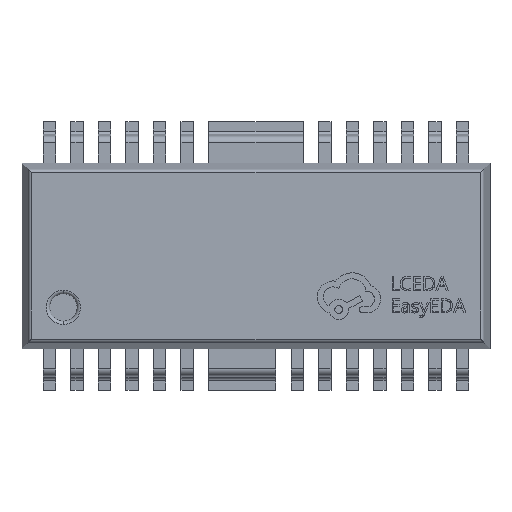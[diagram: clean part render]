
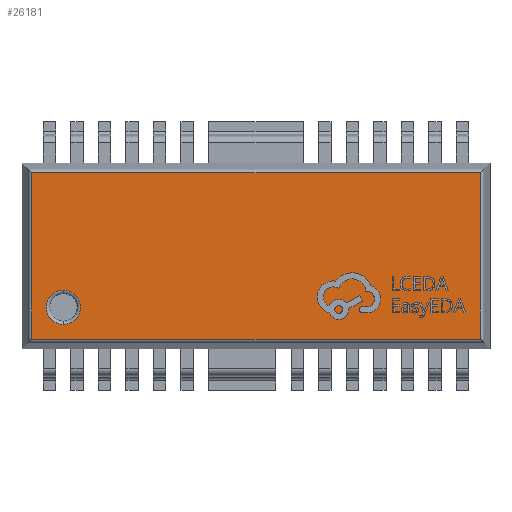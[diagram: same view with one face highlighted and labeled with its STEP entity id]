
A CAD part, top view. The second image highlights one B-rep face of the part: STEP entity #26181.
In plain terms, the highlighted planar face has unit normal (0, 0, 1).
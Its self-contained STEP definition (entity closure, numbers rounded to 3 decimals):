
#592 = AXIS2_PLACEMENT_3D ( 'NONE', #29044, #18620, #31146 ) ;
#1334 = CARTESIAN_POINT ( 'NONE',  ( 6.517, 0., 2. ) ) ;
#1420 = CIRCLE ( 'NONE', #27362, 0.5 ) ;
#2350 = CARTESIAN_POINT ( 'NONE',  ( 0., 2.417, 2. ) ) ;
#2935 = VERTEX_POINT ( 'NONE', #11108 ) ;
#3454 = DIRECTION ( 'NONE',  ( 0., 0., -1. ) ) ;
#3792 = ORIENTED_EDGE ( 'NONE', *, *, #22242, .T. ) ;
#4585 = VERTEX_POINT ( 'NONE', #19310 ) ;
#4841 = VERTEX_POINT ( 'NONE', #22201 ) ;
#5686 = VECTOR ( 'NONE', #6360, 1000. ) ;
#6174 = ORIENTED_EDGE ( 'NONE', *, *, #23913, .T. ) ;
#6360 = DIRECTION ( 'NONE',  ( 0., 1., 0. ) ) ;
#7940 = CARTESIAN_POINT ( 'NONE',  ( -5.598, -1.998, 2. ) ) ;
#8696 = CARTESIAN_POINT ( 'NONE',  ( -5.598, -0.998, 2. ) ) ;
#9371 = CARTESIAN_POINT ( 'NONE',  ( -6.517, -2.417, 2. ) ) ;
#9608 = VECTOR ( 'NONE', #11727, 1000. ) ;
#10272 = EDGE_CURVE ( 'NONE', #10423, #19172, #1420, .T. ) ;
#10423 = VERTEX_POINT ( 'NONE', #7940 ) ;
#11108 = CARTESIAN_POINT ( 'NONE',  ( 6.517, 2.417, 2. ) ) ;
#11226 = LINE ( 'NONE', #1334, #5686 ) ;
#11423 = LINE ( 'NONE', #21300, #26377 ) ;
#11727 = DIRECTION ( 'NONE',  ( 0., -1., 0. ) ) ;
#13367 = DIRECTION ( 'NONE',  ( 1., 0., 0. ) ) ;
#13920 = VERTEX_POINT ( 'NONE', #9371 ) ;
#14314 = CARTESIAN_POINT ( 'NONE',  ( -6.517, -2.498, 2. ) ) ;
#15059 = EDGE_CURVE ( 'NONE', #13920, #4841, #11423, .T. ) ;
#15062 = CARTESIAN_POINT ( 'NONE',  ( -5.598, -1.498, 2. ) ) ;
#15980 = DIRECTION ( 'NONE',  ( 0., 1., 0. ) ) ;
#17407 = LINE ( 'NONE', #2350, #19903 ) ;
#18113 = EDGE_LOOP ( 'NONE', ( #19334, #19441 ) ) ;
#18163 = ORIENTED_EDGE ( 'NONE', *, *, #15059, .T. ) ;
#18383 = CARTESIAN_POINT ( 'NONE',  ( 0., 0., 2. ) ) ;
#18620 = DIRECTION ( 'NONE',  ( 0., 0., -1. ) ) ;
#19172 = VERTEX_POINT ( 'NONE', #8696 ) ;
#19310 = CARTESIAN_POINT ( 'NONE',  ( -6.517, 2.417, 2. ) ) ;
#19334 = ORIENTED_EDGE ( 'NONE', *, *, #29930, .T. ) ;
#19441 = ORIENTED_EDGE ( 'NONE', *, *, #10272, .T. ) ;
#19576 = EDGE_CURVE ( 'NONE', #4841, #2935, #11226, .T. ) ;
#19903 = VECTOR ( 'NONE', #30085, 1000. ) ;
#20494 = FACE_OUTER_BOUND ( 'NONE', #25027, .T. ) ;
#20717 = DIRECTION ( 'NONE',  ( 0., 1., 0. ) ) ;
#21156 = AXIS2_PLACEMENT_3D ( 'NONE', #18383, #3454, #15980 ) ;
#21300 = CARTESIAN_POINT ( 'NONE',  ( 6.598, -2.417, 2. ) ) ;
#21649 = ORIENTED_EDGE ( 'NONE', *, *, #19576, .T. ) ;
#22201 = CARTESIAN_POINT ( 'NONE',  ( 6.517, -2.417, 2. ) ) ;
#22242 = EDGE_CURVE ( 'NONE', #2935, #4585, #17407, .T. ) ;
#23466 = LINE ( 'NONE', #14314, #9608 ) ;
#23913 = EDGE_CURVE ( 'NONE', #4585, #13920, #23466, .T. ) ;
#25027 = EDGE_LOOP ( 'NONE', ( #3792, #6174, #18163, #21649 ) ) ;
#26181 = ADVANCED_FACE ( 'NONE', ( #20494, #30420 ), #28163, .F. ) ;
#26377 = VECTOR ( 'NONE', #13367, 1000. ) ;
#27119 = CIRCLE ( 'NONE', #592, 0.5 ) ;
#27362 = AXIS2_PLACEMENT_3D ( 'NONE', #15062, #30001, #20717 ) ;
#28163 = PLANE ( 'NONE',  #21156 ) ;
#29044 = CARTESIAN_POINT ( 'NONE',  ( -5.598, -1.498, 2. ) ) ;
#29930 = EDGE_CURVE ( 'NONE', #19172, #10423, #27119, .T. ) ;
#30001 = DIRECTION ( 'NONE',  ( 0., 0., -1. ) ) ;
#30085 = DIRECTION ( 'NONE',  ( -1., 0., 0. ) ) ;
#30420 = FACE_BOUND ( 'NONE', #18113, .T. ) ;
#31146 = DIRECTION ( 'NONE',  ( 0., 1., 0. ) ) ;
